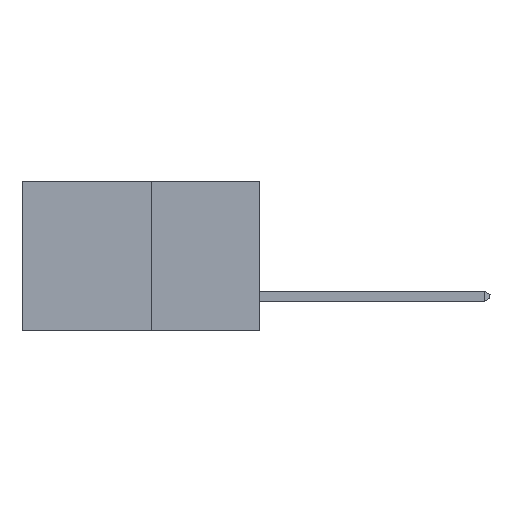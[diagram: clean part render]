
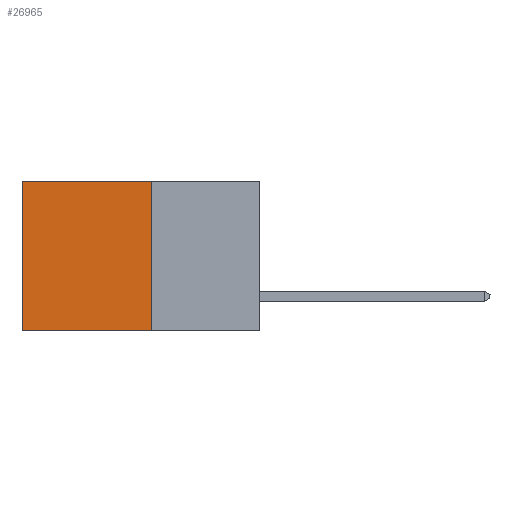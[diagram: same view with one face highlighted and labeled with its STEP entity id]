
A CAD part, left-side view. The second image highlights one B-rep face of the part: STEP entity #26965.
In plain terms, the highlighted planar face has unit normal (-1, 0, 0).
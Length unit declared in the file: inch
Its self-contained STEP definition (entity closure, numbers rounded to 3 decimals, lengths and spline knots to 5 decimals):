
#151 = CARTESIAN_POINT ( 'NONE',  ( 0.277, 0.27, -0.37 ) ) ;
#633 = DIRECTION ( 'NONE',  ( 0., 0., -1. ) ) ;
#1829 = CARTESIAN_POINT ( 'NONE',  ( 0.277, 0.59, -0.37 ) ) ;
#1936 = CARTESIAN_POINT ( 'NONE',  ( 0.277, 0.59, -0.37 ) ) ;
#2123 = DIRECTION ( 'NONE',  ( 0., 1., 0. ) ) ;
#3155 = VERTEX_POINT ( 'NONE', #8625 ) ;
#5789 = CARTESIAN_POINT ( 'NONE',  ( 0.277, 0.27, -0.37 ) ) ;
#5840 = CARTESIAN_POINT ( 'NONE',  ( 0.277, 0.27, 0. ) ) ;
#7452 = EDGE_CURVE ( 'NONE', #7604, #16886, #17246, .T. ) ;
#7555 = VECTOR ( 'NONE', #10622, 39.37008 ) ;
#7604 = VERTEX_POINT ( 'NONE', #10258 ) ;
#8496 = ORIENTED_EDGE ( 'NONE', *, *, #7452, .T. ) ;
#8625 = CARTESIAN_POINT ( 'NONE',  ( 0.277, 0.27, 0. ) ) ;
#9507 = DIRECTION ( 'NONE',  ( 1., 0., 0. ) ) ;
#10040 = EDGE_CURVE ( 'NONE', #20922, #16886, #25748, .T. ) ;
#10258 = CARTESIAN_POINT ( 'NONE',  ( 0.277, 0.59, 0. ) ) ;
#10622 = DIRECTION ( 'NONE',  ( 0., 0., -1. ) ) ;
#10662 = DIRECTION ( 'NONE',  ( 0., 1., 0. ) ) ;
#10856 = VECTOR ( 'NONE', #633, 39.37008 ) ;
#13952 = LINE ( 'NONE', #5789, #7555 ) ;
#14139 = CARTESIAN_POINT ( 'NONE',  ( 0.277, 0.27, -0.37 ) ) ;
#15182 = CARTESIAN_POINT ( 'NONE',  ( 0.277, 0.27, -0.37 ) ) ;
#16019 = EDGE_CURVE ( 'NONE', #3155, #7604, #29645, .T. ) ;
#16886 = VERTEX_POINT ( 'NONE', #1829 ) ;
#17246 = LINE ( 'NONE', #1936, #10856 ) ;
#18567 = VECTOR ( 'NONE', #2123, 39.37008 ) ;
#19184 = AXIS2_PLACEMENT_3D ( 'NONE', #14139, #9507, #26348 ) ;
#20394 = ORIENTED_EDGE ( 'NONE', *, *, #16019, .T. ) ;
#20742 = EDGE_LOOP ( 'NONE', ( #8496, #26207, #23073, #20394 ) ) ;
#20922 = VERTEX_POINT ( 'NONE', #15182 ) ;
#21150 = FACE_OUTER_BOUND ( 'NONE', #20742, .T. ) ;
#23073 = ORIENTED_EDGE ( 'NONE', *, *, #27836, .F. ) ;
#23204 = VECTOR ( 'NONE', #10662, 39.37008 ) ;
#23933 = PLANE ( 'NONE',  #19184 ) ;
#25748 = LINE ( 'NONE', #151, #18567 ) ;
#26207 = ORIENTED_EDGE ( 'NONE', *, *, #10040, .F. ) ;
#26348 = DIRECTION ( 'NONE',  ( 0., 0., -1. ) ) ;
#26965 = ADVANCED_FACE ( 'NONE', ( #21150 ), #23933, .F. ) ;
#27836 = EDGE_CURVE ( 'NONE', #3155, #20922, #13952, .T. ) ;
#29645 = LINE ( 'NONE', #5840, #23204 ) ;
